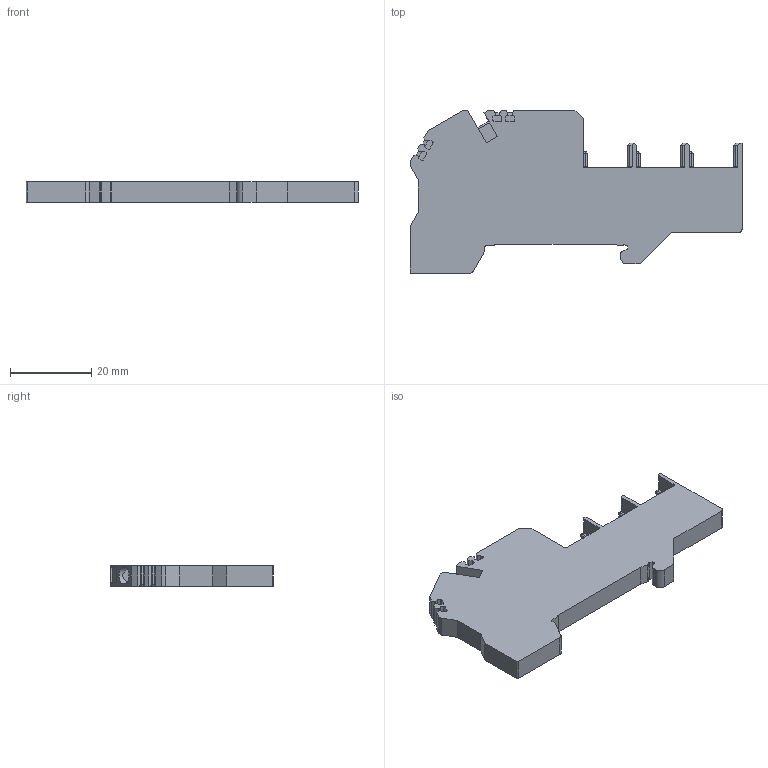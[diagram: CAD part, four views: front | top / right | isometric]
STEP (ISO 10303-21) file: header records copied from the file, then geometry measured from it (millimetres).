
FILE_DESCRIPTION(/* description */ (''),/* implementation_level */ '2;1');
FILE_NAME(/* name */ '3535_ZIZA15_4_B_LEDiso.stp',/* time_stamp */ '2011-08-03T11:01:17+02:00',/* author */ (''),/* organization */ (''),/* preprocessor_version */ 'ST-DEVELOPER v11',/* originating_system */ 'SIEMENS UGS NX 6.0',/* authorisation */ '');
FILE_SCHEMA (('CONFIG_CONTROL_DESIGN'));
Length unit declared in the file: millimetre
Products named in the file (1): 3535_ZIZA15_4_B_LEDiso
Bounding box: 81.5 x 39.9 x 5.1 mm (x, y, z)
Volume: 10670.8 mm3; surface area: 6070.4 mm2
Topology: 1 solids, 1 shells, 388 faces, 1056 edges, 659 vertices
Faces by surface type: plane 215, cylinder 125, torus 24, sphere 18, bspline 6
Full cylindrical faces by diameter (mm): 2.2 x1
Entity records: 12424 total; most frequent: CARTESIAN_POINT 2574, ORIENTED_EDGE 2074, DIRECTION 2030, EDGE_CURVE 1037, LINE 704, VECTOR 704, AXIS2_PLACEMENT_3D 663, VERTEX_POINT 659
